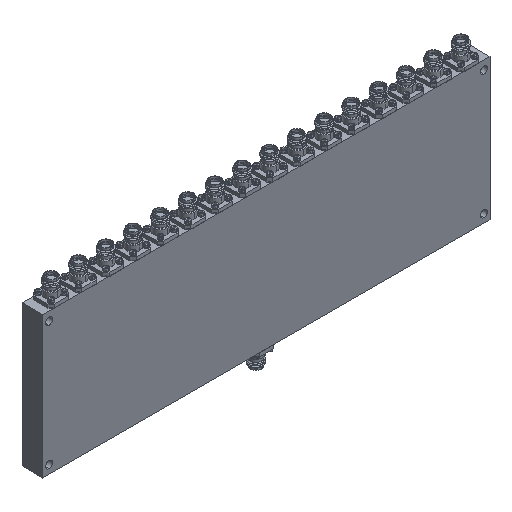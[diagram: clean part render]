
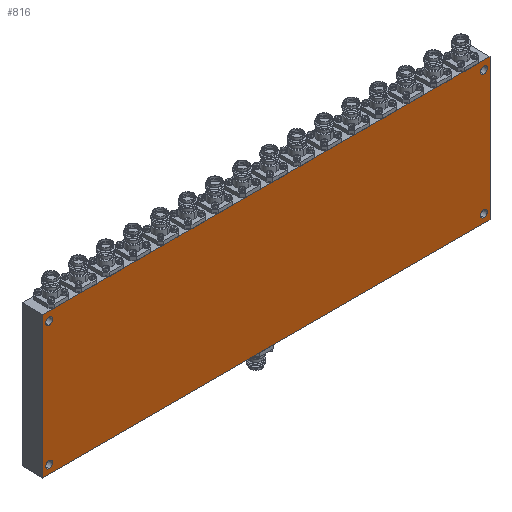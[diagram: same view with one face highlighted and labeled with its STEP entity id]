
A CAD part, isometric view. The second image highlights one B-rep face of the part: STEP entity #816.
In plain terms, the highlighted planar face has unit normal (0, -1, 0).
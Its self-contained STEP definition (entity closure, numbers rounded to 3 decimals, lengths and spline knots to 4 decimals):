
#661 = CARTESIAN_POINT ( 'NONE',  ( 0.115, 0., -2.415 ) ) ;
#816 = ADVANCED_FACE ( 'NONE', ( #8278, #59600, #30514, #27060, #1411 ), #48913, .T. ) ;
#1168 = EDGE_LOOP ( 'NONE', ( #35139, #7643 ) ) ;
#1411 = FACE_OUTER_BOUND ( 'NONE', #1896, .T. ) ;
#1420 = ORIENTED_EDGE ( 'NONE', *, *, #46474, .T. ) ;
#1896 = EDGE_LOOP ( 'NONE', ( #11102, #3403, #29197, #28706 ) ) ;
#2326 = EDGE_CURVE ( 'NONE', #67502, #13875, #48337, .T. ) ;
#3132 = CIRCLE ( 'NONE', #54297, 0.065 ) ;
#3196 = EDGE_LOOP ( 'NONE', ( #1420, #5085 ) ) ;
#3403 = ORIENTED_EDGE ( 'NONE', *, *, #24496, .F. ) ;
#3879 = DIRECTION ( 'NONE',  ( 0., 0., 1. ) ) ;
#4864 = DIRECTION ( 'NONE',  ( 0., 0., -1. ) ) ;
#5085 = ORIENTED_EDGE ( 'NONE', *, *, #64247, .T. ) ;
#6462 = CARTESIAN_POINT ( 'NONE',  ( 8.35, 0., 0. ) ) ;
#6641 = DIRECTION ( 'NONE',  ( 0., 1., 0. ) ) ;
#6866 = VECTOR ( 'NONE', #44307, 39.3701 ) ;
#7309 = DIRECTION ( 'NONE',  ( 0., 0., 1. ) ) ;
#7476 = EDGE_LOOP ( 'NONE', ( #20599, #35504 ) ) ;
#7643 = ORIENTED_EDGE ( 'NONE', *, *, #34189, .T. ) ;
#8278 = FACE_BOUND ( 'NONE', #3196, .T. ) ;
#8766 = LINE ( 'NONE', #63810, #50757 ) ;
#8942 = DIRECTION ( 'NONE',  ( 0., 0., 1. ) ) ;
#9259 = AXIS2_PLACEMENT_3D ( 'NONE', #69789, #54205, #16176 ) ;
#10013 = CARTESIAN_POINT ( 'NONE',  ( 8.235, 0., -2.415 ) ) ;
#10985 = ORIENTED_EDGE ( 'NONE', *, *, #37929, .T. ) ;
#11102 = ORIENTED_EDGE ( 'NONE', *, *, #56713, .F. ) ;
#11257 = CARTESIAN_POINT ( 'NONE',  ( 0., 0., -2.64 ) ) ;
#12156 = AXIS2_PLACEMENT_3D ( 'NONE', #22193, #6641, #33937 ) ;
#12987 = EDGE_CURVE ( 'NONE', #68003, #67976, #30437, .T. ) ;
#13068 = VERTEX_POINT ( 'NONE', #32908 ) ;
#13875 = VERTEX_POINT ( 'NONE', #55284 ) ;
#14552 = EDGE_CURVE ( 'NONE', #63761, #13068, #57679, .T. ) ;
#14991 = CIRCLE ( 'NONE', #43116, 0.065 ) ;
#16176 = DIRECTION ( 'NONE',  ( 0., 0., 1. ) ) ;
#16657 = DIRECTION ( 'NONE',  ( 0., 0., 1. ) ) ;
#17169 = LINE ( 'NONE', #11257, #6866 ) ;
#17799 = VECTOR ( 'NONE', #8942, 39.3701 ) ;
#19006 = VERTEX_POINT ( 'NONE', #661 ) ;
#20006 = CARTESIAN_POINT ( 'NONE',  ( 0.115, 0., -0.095 ) ) ;
#20524 = CARTESIAN_POINT ( 'NONE',  ( 8.35, 0., -2.64 ) ) ;
#20599 = ORIENTED_EDGE ( 'NONE', *, *, #22625, .T. ) ;
#21002 = LINE ( 'NONE', #6462, #68154 ) ;
#22083 = AXIS2_PLACEMENT_3D ( 'NONE', #70423, #53667, #4864 ) ;
#22193 = CARTESIAN_POINT ( 'NONE',  ( 8.235, 0., -2.48 ) ) ;
#22625 = EDGE_CURVE ( 'NONE', #67976, #68003, #14991, .T. ) ;
#24145 = CARTESIAN_POINT ( 'NONE',  ( 0.115, 0., -2.545 ) ) ;
#24496 = EDGE_CURVE ( 'NONE', #28496, #52405, #17169, .T. ) ;
#24726 = VERTEX_POINT ( 'NONE', #24145 ) ;
#25087 = CIRCLE ( 'NONE', #32486, 0.065 ) ;
#25498 = CARTESIAN_POINT ( 'NONE',  ( 0.115, 0., -0.225 ) ) ;
#27060 = FACE_BOUND ( 'NONE', #32269, .T. ) ;
#28496 = VERTEX_POINT ( 'NONE', #20524 ) ;
#28616 = CARTESIAN_POINT ( 'NONE',  ( 0.115, 0., -2.48 ) ) ;
#28706 = ORIENTED_EDGE ( 'NONE', *, *, #47485, .F. ) ;
#28965 = CIRCLE ( 'NONE', #55324, 0.065 ) ;
#29089 = DIRECTION ( 'NONE',  ( 0., 1., 0. ) ) ;
#29197 = ORIENTED_EDGE ( 'NONE', *, *, #49993, .F. ) ;
#30056 = DIRECTION ( 'NONE',  ( 0., 1., 0. ) ) ;
#30437 = CIRCLE ( 'NONE', #63760, 0.065 ) ;
#30514 = FACE_BOUND ( 'NONE', #7476, .T. ) ;
#32269 = EDGE_LOOP ( 'NONE', ( #56121, #10985 ) ) ;
#32486 = AXIS2_PLACEMENT_3D ( 'NONE', #28616, #29089, #7309 ) ;
#32869 = CARTESIAN_POINT ( 'NONE',  ( 0., 0., -2.64 ) ) ;
#32908 = CARTESIAN_POINT ( 'NONE',  ( 8.235, 0., -0.225 ) ) ;
#33174 = DIRECTION ( 'NONE',  ( 0., 1., 0. ) ) ;
#33937 = DIRECTION ( 'NONE',  ( 0., 0., 1. ) ) ;
#34189 = EDGE_CURVE ( 'NONE', #13875, #67502, #37813, .T. ) ;
#35139 = ORIENTED_EDGE ( 'NONE', *, *, #2326, .T. ) ;
#35504 = ORIENTED_EDGE ( 'NONE', *, *, #12987, .T. ) ;
#36902 = DIRECTION ( 'NONE',  ( 0., 1., 0. ) ) ;
#37236 = AXIS2_PLACEMENT_3D ( 'NONE', #63693, #52237, #41935 ) ;
#37472 = DIRECTION ( 'NONE',  ( 0., 1., 0. ) ) ;
#37813 = CIRCLE ( 'NONE', #37236, 0.065 ) ;
#37929 = EDGE_CURVE ( 'NONE', #13068, #63761, #3132, .T. ) ;
#40899 = DIRECTION ( 'NONE',  ( 0., 0., -1. ) ) ;
#41935 = DIRECTION ( 'NONE',  ( 0., 0., 1. ) ) ;
#43116 = AXIS2_PLACEMENT_3D ( 'NONE', #50655, #30056, #56097 ) ;
#44307 = DIRECTION ( 'NONE',  ( -1., 0., 0. ) ) ;
#46474 = EDGE_CURVE ( 'NONE', #19006, #24726, #25087, .T. ) ;
#47485 = EDGE_CURVE ( 'NONE', #57306, #48703, #8766, .T. ) ;
#47582 = DIRECTION ( 'NONE',  ( 1., 0., 0. ) ) ;
#48337 = CIRCLE ( 'NONE', #12156, 0.065 ) ;
#48703 = VERTEX_POINT ( 'NONE', #62790 ) ;
#48913 = PLANE ( 'NONE',  #22083 ) ;
#49993 = EDGE_CURVE ( 'NONE', #48703, #28496, #21002, .T. ) ;
#50409 = CARTESIAN_POINT ( 'NONE',  ( 0., 0., 0. ) ) ;
#50655 = CARTESIAN_POINT ( 'NONE',  ( 0.115, 0., -0.16 ) ) ;
#50757 = VECTOR ( 'NONE', #47582, 39.3701 ) ;
#52237 = DIRECTION ( 'NONE',  ( 0., 1., 0. ) ) ;
#52405 = VERTEX_POINT ( 'NONE', #32869 ) ;
#53667 = DIRECTION ( 'NONE',  ( 0., -1., 0. ) ) ;
#54205 = DIRECTION ( 'NONE',  ( 0., 1., 0. ) ) ;
#54297 = AXIS2_PLACEMENT_3D ( 'NONE', #70519, #33174, #16657 ) ;
#55284 = CARTESIAN_POINT ( 'NONE',  ( 8.235, 0., -2.545 ) ) ;
#55324 = AXIS2_PLACEMENT_3D ( 'NONE', #64404, #36902, #3879 ) ;
#56097 = DIRECTION ( 'NONE',  ( 0., 0., 1. ) ) ;
#56121 = ORIENTED_EDGE ( 'NONE', *, *, #14552, .T. ) ;
#56713 = EDGE_CURVE ( 'NONE', #52405, #57306, #63175, .T. ) ;
#57306 = VERTEX_POINT ( 'NONE', #50409 ) ;
#57679 = CIRCLE ( 'NONE', #9259, 0.065 ) ;
#58438 = CARTESIAN_POINT ( 'NONE',  ( 0., 0., 0. ) ) ;
#59600 = FACE_BOUND ( 'NONE', #1168, .T. ) ;
#59923 = DIRECTION ( 'NONE',  ( 0., 0., 1. ) ) ;
#62763 = CARTESIAN_POINT ( 'NONE',  ( 8.235, 0., -0.095 ) ) ;
#62790 = CARTESIAN_POINT ( 'NONE',  ( 8.35, 0., 0. ) ) ;
#63175 = LINE ( 'NONE', #58438, #17799 ) ;
#63693 = CARTESIAN_POINT ( 'NONE',  ( 8.235, 0., -2.48 ) ) ;
#63760 = AXIS2_PLACEMENT_3D ( 'NONE', #70737, #37472, #59923 ) ;
#63761 = VERTEX_POINT ( 'NONE', #62763 ) ;
#63810 = CARTESIAN_POINT ( 'NONE',  ( 0., 0., 0. ) ) ;
#64247 = EDGE_CURVE ( 'NONE', #24726, #19006, #28965, .T. ) ;
#64404 = CARTESIAN_POINT ( 'NONE',  ( 0.115, 0., -2.48 ) ) ;
#67502 = VERTEX_POINT ( 'NONE', #10013 ) ;
#67976 = VERTEX_POINT ( 'NONE', #20006 ) ;
#68003 = VERTEX_POINT ( 'NONE', #25498 ) ;
#68154 = VECTOR ( 'NONE', #40899, 39.3701 ) ;
#69789 = CARTESIAN_POINT ( 'NONE',  ( 8.235, 0., -0.16 ) ) ;
#70423 = CARTESIAN_POINT ( 'NONE',  ( 0., 0., 0. ) ) ;
#70519 = CARTESIAN_POINT ( 'NONE',  ( 8.235, 0., -0.16 ) ) ;
#70737 = CARTESIAN_POINT ( 'NONE',  ( 0.115, 0., -0.16 ) ) ;
